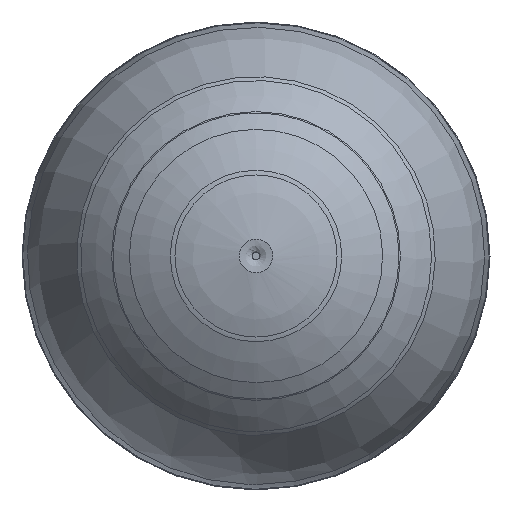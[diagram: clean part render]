
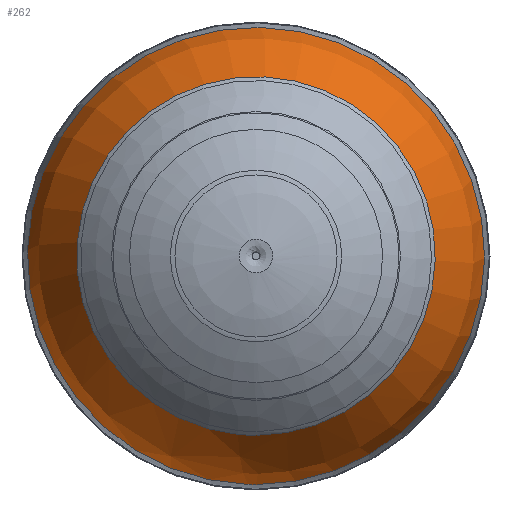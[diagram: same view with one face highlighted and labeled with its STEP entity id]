
A CAD part, left-side view. The second image highlights one B-rep face of the part: STEP entity #262.
In plain terms, the highlighted face is a revolution surface.
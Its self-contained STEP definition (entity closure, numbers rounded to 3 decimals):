
#75=SURFACE_OF_REVOLUTION('',#120,#103);
#103=AXIS1_PLACEMENT('',#936,#705);
#120=B_SPLINE_CURVE_WITH_KNOTS('',3,(#928,#929,#930,#931,#932,#933,#934,
#935),.UNSPECIFIED.,.F.,.F.,(4,2,2,4),(0.,0.25,0.5,1.),.UNSPECIFIED.);
#218=FACE_BOUND('',#337,.T.);
#219=FACE_BOUND('',#338,.T.);
#262=ADVANCED_FACE('',(#218,#219),#75,.T.);
#337=EDGE_LOOP('',(#413));
#338=EDGE_LOOP('',(#414));
#413=ORIENTED_EDGE('',*,*,#494,.F.);
#414=ORIENTED_EDGE('',*,*,#495,.T.);
#456=VERTEX_POINT('',#917);
#457=VERTEX_POINT('',#927);
#494=EDGE_CURVE('',#456,#456,#531,.T.);
#495=EDGE_CURVE('',#457,#457,#532,.T.);
#531=CIRCLE('',#579,9.769);
#532=CIRCLE('',#580,7.662);
#579=AXIS2_PLACEMENT_3D('',#916,#700,#701);
#580=AXIS2_PLACEMENT_3D('',#926,#703,#704);
#700=DIRECTION('',(1.,0.,0.));
#701=DIRECTION('',(0.,0.,-1.));
#703=DIRECTION('',(1.,0.,0.));
#704=DIRECTION('',(0.,0.,-1.));
#705=DIRECTION('',(1.,0.,0.));
#916=CARTESIAN_POINT('',(7.825,0.,0.));
#917=CARTESIAN_POINT('',(7.825,0.,-9.769));
#926=CARTESIAN_POINT('',(3.496,0.,0.));
#927=CARTESIAN_POINT('',(3.496,0.,-7.662));
#928=CARTESIAN_POINT('',(3.496,7.65,-0.43));
#929=CARTESIAN_POINT('',(3.808,7.91,-0.485));
#930=CARTESIAN_POINT('',(4.135,8.15,-0.543));
#931=CARTESIAN_POINT('',(4.813,8.581,-0.662));
#932=CARTESIAN_POINT('',(5.165,8.775,-0.724));
#933=CARTESIAN_POINT('',(6.253,9.289,-0.916));
#934=CARTESIAN_POINT('',(7.03,9.544,-1.053));
#935=CARTESIAN_POINT('',(7.825,9.696,-1.193));
#936=CARTESIAN_POINT('',(20.428,0.,0.));
